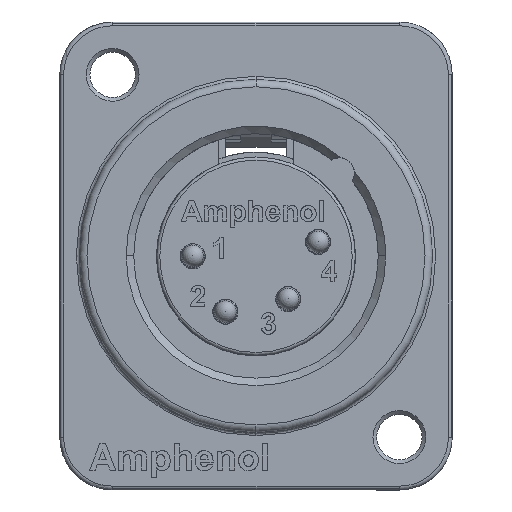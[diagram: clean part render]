
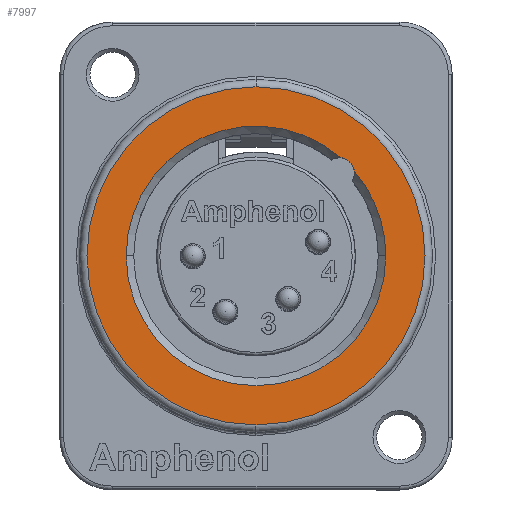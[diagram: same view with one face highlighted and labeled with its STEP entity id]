
A CAD part, top view. The second image highlights one B-rep face of the part: STEP entity #7997.
In plain terms, the highlighted planar face has unit normal (0, 0, 1).
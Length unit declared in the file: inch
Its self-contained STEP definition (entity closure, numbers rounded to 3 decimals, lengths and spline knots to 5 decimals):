
#305=CIRCLE('',#8470,0.44094);
#309=CIRCLE('',#8475,0.44094);
#311=CIRCLE('',#8479,0.33858);
#312=CIRCLE('',#8480,0.03937);
#313=CIRCLE('',#8481,0.33858);
#314=CIRCLE('',#8482,0.33858);
#546=FACE_BOUND('',#2390,.T.);
#2059=FACE_OUTER_BOUND('',#2389,.T.);
#2389=EDGE_LOOP('',(#6187,#6188));
#2390=EDGE_LOOP('',(#6189,#6190,#6191,#6192));
#3410=VERTEX_POINT('',#12306);
#3411=VERTEX_POINT('',#12308);
#3415=VERTEX_POINT('',#12323);
#3416=VERTEX_POINT('',#12324);
#3417=VERTEX_POINT('',#12326);
#3418=VERTEX_POINT('',#12328);
#4635=EDGE_CURVE('',#3410,#3411,#305,.T.);
#4639=EDGE_CURVE('',#3411,#3410,#309,.T.);
#4643=EDGE_CURVE('',#3415,#3416,#311,.T.);
#4644=EDGE_CURVE('',#3415,#3417,#312,.T.);
#4645=EDGE_CURVE('',#3418,#3417,#313,.T.);
#4646=EDGE_CURVE('',#3416,#3418,#314,.T.);
#6187=ORIENTED_EDGE('',*,*,#4635,.F.);
#6188=ORIENTED_EDGE('',*,*,#4639,.F.);
#6189=ORIENTED_EDGE('',*,*,#4643,.F.);
#6190=ORIENTED_EDGE('',*,*,#4644,.T.);
#6191=ORIENTED_EDGE('',*,*,#4645,.F.);
#6192=ORIENTED_EDGE('',*,*,#4646,.F.);
#7535=PLANE('',#8478);
#7997=ADVANCED_FACE('',(#2059,#546),#7535,.F.);
#8470=AXIS2_PLACEMENT_3D('',#12309,#9509,#9510);
#8475=AXIS2_PLACEMENT_3D('',#12315,#9519,#9520);
#8478=AXIS2_PLACEMENT_3D('',#12322,#9527,#9528);
#8479=AXIS2_PLACEMENT_3D('',#12325,#9529,#9530);
#8480=AXIS2_PLACEMENT_3D('',#12327,#9531,#9532);
#8481=AXIS2_PLACEMENT_3D('',#12329,#9533,#9534);
#8482=AXIS2_PLACEMENT_3D('',#12330,#9535,#9536);
#9509=DIRECTION('center_axis',(0.,0.,
-1.));
#9510=DIRECTION('ref_axis',(-1.,0.,0.));
#9519=DIRECTION('center_axis',(0.,0.,
-1.));
#9520=DIRECTION('ref_axis',(1.,0.,0.));
#9527=DIRECTION('center_axis',(0.,0.,
-1.));
#9528=DIRECTION('ref_axis',(0.,-1.,0.));
#9529=DIRECTION('center_axis',(0.,0.,
1.));
#9530=DIRECTION('ref_axis',(-1.,0.,0.));
#9531=DIRECTION('center_axis',(0.,0.,
-1.));
#9532=DIRECTION('ref_axis',(1.,0.,0.));
#9533=DIRECTION('center_axis',(0.,0.,
1.));
#9534=DIRECTION('ref_axis',(-1.,0.,0.));
#9535=DIRECTION('center_axis',(0.,0.,
1.));
#9536=DIRECTION('ref_axis',(-1.,0.,0.));
#12306=CARTESIAN_POINT('',(-0.32983,-0.37716,0.87131));
#12308=CARTESIAN_POINT('',(-0.32983,0.50473,0.87131));
#12309=CARTESIAN_POINT('Origin',(-0.32983,0.06379,
0.87131));
#12315=CARTESIAN_POINT('Origin',(-0.32983,0.06379,
0.87131));
#12322=CARTESIAN_POINT('Origin',(0.17687,0.57048,0.87131));
#12323=CARTESIAN_POINT('',(-0.10858,0.32008,0.87131));
#12324=CARTESIAN_POINT('',(-0.66841,0.06379,0.87131));
#12325=CARTESIAN_POINT('Origin',(-0.32983,0.06379,
0.87131));
#12326=CARTESIAN_POINT('',(-0.07353,0.28503,0.87131));
#12327=CARTESIAN_POINT('Origin',(-0.11268,0.28093,0.87131));
#12328=CARTESIAN_POINT('',(0.00876,0.06379,0.87131));
#12329=CARTESIAN_POINT('Origin',(-0.32983,0.06379,
0.87131));
#12330=CARTESIAN_POINT('Origin',(-0.32983,0.06379,
0.87131));
